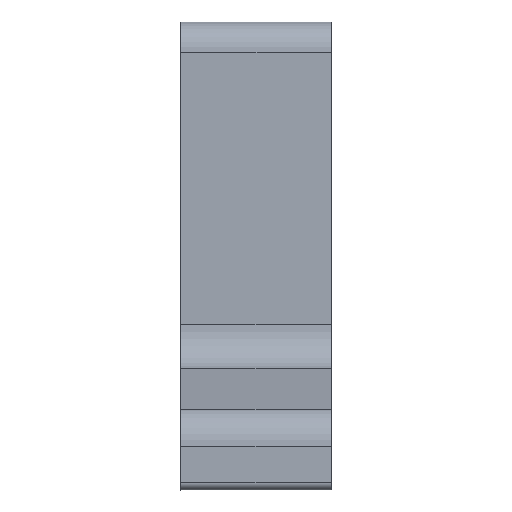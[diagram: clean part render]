
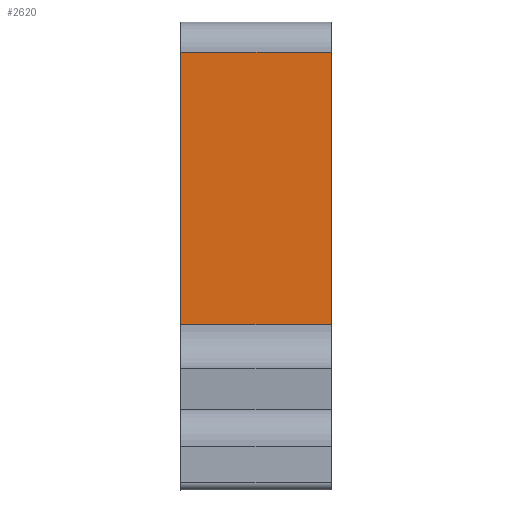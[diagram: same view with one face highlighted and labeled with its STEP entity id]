
A CAD part, front view. The second image highlights one B-rep face of the part: STEP entity #2620.
In plain terms, the highlighted planar face has unit normal (0, -1, 0).
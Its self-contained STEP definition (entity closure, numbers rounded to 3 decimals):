
#126=PLANE('',#2834);
#189=FACE_OUTER_BOUND('',#333,.T.);
#333=EDGE_LOOP('',(#1867,#1868,#1869,#1870));
#461=LINE('',#3827,#679);
#514=LINE('',#4039,#732);
#521=LINE('',#4054,#739);
#528=LINE('',#4084,#746);
#679=VECTOR('',#3054,10.);
#732=VECTOR('',#3217,10.);
#739=VECTOR('',#3236,10.);
#746=VECTOR('',#3257,10.);
#1017=VERTEX_POINT('',#3824);
#1018=VERTEX_POINT('',#3826);
#1121=VERTEX_POINT('',#4036);
#1122=VERTEX_POINT('',#4038);
#1293=EDGE_CURVE('',#1017,#1018,#461,.T.);
#1399=EDGE_CURVE('',#1121,#1122,#514,.T.);
#1408=EDGE_CURVE('',#1018,#1121,#521,.T.);
#1419=EDGE_CURVE('',#1122,#1017,#528,.T.);
#1867=ORIENTED_EDGE('',*,*,#1293,.F.);
#1868=ORIENTED_EDGE('',*,*,#1419,.F.);
#1869=ORIENTED_EDGE('',*,*,#1399,.F.);
#1870=ORIENTED_EDGE('',*,*,#1408,.F.);
#2620=ADVANCED_FACE('',(#189),#126,.F.);
#2834=AXIS2_PLACEMENT_3D('',#4087,#3261,#3262);
#3054=DIRECTION('',(0.,0.,1.));
#3217=DIRECTION('',(0.,0.,-1.));
#3236=DIRECTION('',(1.,0.,0.));
#3257=DIRECTION('',(-1.,0.,0.));
#3261=DIRECTION('center_axis',(0.,1.,0.));
#3262=DIRECTION('ref_axis',(0.,0.,
1.));
#3824=CARTESIAN_POINT('',(311.8,29.7,-98.198));
#3826=CARTESIAN_POINT('',(311.8,29.7,-62.096));
#3827=CARTESIAN_POINT('',(311.8,29.7,-94.647));
#4036=CARTESIAN_POINT('',(331.8,29.7,-62.096));
#4038=CARTESIAN_POINT('',(331.8,29.7,-98.198));
#4039=CARTESIAN_POINT('',(331.8,29.7,-94.647));
#4054=CARTESIAN_POINT('',(331.8,29.7,-62.096));
#4084=CARTESIAN_POINT('',(331.8,29.7,-98.198));
#4087=CARTESIAN_POINT('Origin',(331.8,29.7,-98.198));
